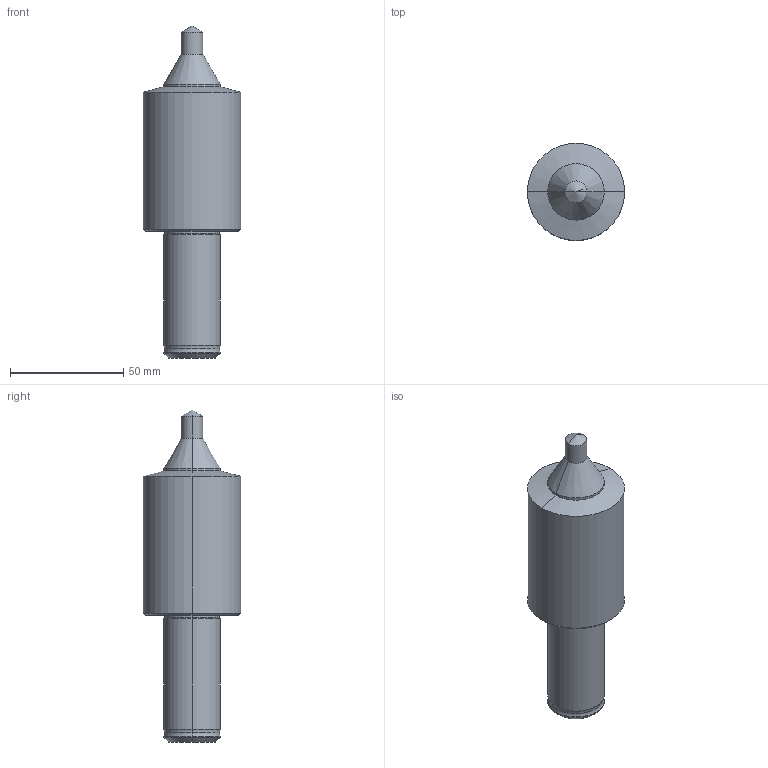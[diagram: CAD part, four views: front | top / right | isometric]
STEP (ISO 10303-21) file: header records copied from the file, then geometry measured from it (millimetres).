
FILE_DESCRIPTION (( 'STEP AP214' ), '1' );
FILE_NAME ('99616-IC25-25F_I9MTA10.STEP', '2017-03-06T07:14:28', ( 'User' ), ( 'GENUINE' ), 'SwSTEP 2.0', 'SolidWorks 2012', '' );
FILE_SCHEMA (( 'AUTOMOTIVE_DESIGN' ));
Length unit declared in the file: millimetre
Products named in the file (1): 99616-IC25-25F_I9MTA10
Bounding box: 43 x 43 x 146.9 mm (x, y, z)
Volume: 123536.6 mm3; surface area: 16345.3 mm2
Topology: 1 solids, 1 shells, 30 faces, 60 edges, 31 vertices
Faces by surface type: cone 12, cylinder 12, torus 4, plane 2
Entity records: 874 total; most frequent: DIRECTION 154, CARTESIAN_POINT 120, ORIENTED_EDGE 116, AXIS2_PLACEMENT_3D 65, EDGE_CURVE 58, CIRCLE 34, VERTEX_POINT 31, EDGE_LOOP 31
